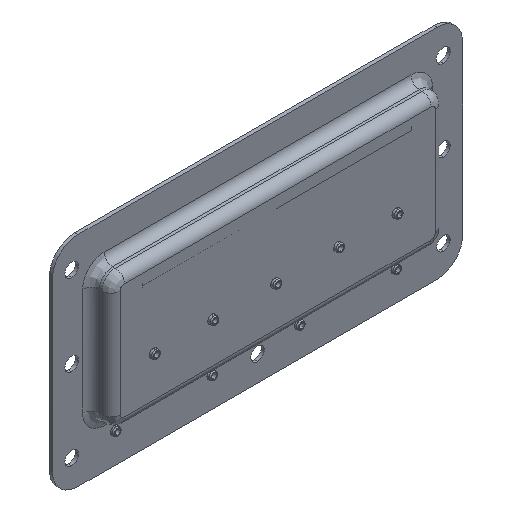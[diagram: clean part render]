
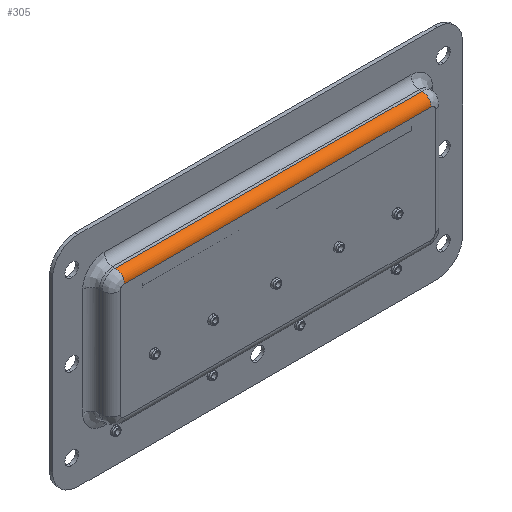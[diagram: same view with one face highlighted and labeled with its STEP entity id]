
A CAD part, isometric view. The second image highlights one B-rep face of the part: STEP entity #305.
In plain terms, the highlighted cylindrical face has radius 3.43 mm (diameter 6.86 mm), a partial arc.
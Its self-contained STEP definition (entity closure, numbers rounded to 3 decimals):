
#305=ADVANCED_FACE('',(#649),#5771,.T.);
#649=FACE_OUTER_BOUND('',#1026,.T.);
#1026=EDGE_LOOP('',(#1885,#1886,#1887,#1888));
#1885=ORIENTED_EDGE('',*,*,#3325,.T.);
#1886=ORIENTED_EDGE('',*,*,#3321,.F.);
#1887=ORIENTED_EDGE('',*,*,#3314,.F.);
#1888=ORIENTED_EDGE('',*,*,#3330,.T.);
#3314=EDGE_CURVE('',#5188,#5154,#4647,.T.);
#3321=EDGE_CURVE('',#5154,#5190,#4021,.T.);
#3325=EDGE_CURVE('',#5191,#5190,#4024,.T.);
#3330=EDGE_CURVE('',#5188,#5191,#4027,.T.);
#4021=B_SPLINE_CURVE_WITH_KNOTS('',1,(#10364,#10365),.UNSPECIFIED.,.F.,
 .F.,(2,2),(0.,116.4),.UNSPECIFIED.);
#4024=B_SPLINE_CURVE_WITH_KNOTS('',3,(#10389,#10390,#10391,#10392,#10393,
#10394,#10395,#10396,#10397,#10398),.UNSPECIFIED.,.F.,.F.,(4,2,2,2,4),(0.,
1.355,2.711,4.066,5.422),
 .UNSPECIFIED.);
#4027=B_SPLINE_CURVE_WITH_KNOTS('',1,(#10417,#10418),.UNSPECIFIED.,.F.,
 .F.,(2,2),(-116.4,0.),.UNSPECIFIED.);
#4647=TRIMMED_CURVE($,#4900,(#10339),(#10340),.T.,.CARTESIAN.);
#4900=CIRCLE('',#6859,3.43);
#5154=VERTEX_POINT('',#9475);
#5188=VERTEX_POINT('',#9509);
#5190=VERTEX_POINT('',#9511);
#5191=VERTEX_POINT('',#9512);
#5771=CYLINDRICAL_SURFACE('',#6756,3.43);
#6756=AXIS2_PLACEMENT_3D('',#9221,#7345,$);
#6859=AXIS2_PLACEMENT_3D($,#10338,#7545,#7546);
#7345=DIRECTION('',(1.,0.,0.));
#7545=DIRECTION('',(-1.,0.,0.));
#7546=DIRECTION('',(0.,-1.,0.));
#9221=CARTESIAN_POINT('',(0.,-6.343,24.065));
#9475=CARTESIAN_POINT('',(-58.2,-6.343,27.495));
#9509=CARTESIAN_POINT('',(-58.2,-9.773,24.065));
#9511=CARTESIAN_POINT('',(58.2,-6.343,27.495));
#9512=CARTESIAN_POINT('',(58.2,-9.773,24.065));
#10338=CARTESIAN_POINT('',(-58.2,-6.343,24.065));
#10339=CARTESIAN_POINT('',(-58.2,-9.773,24.065));
#10340=CARTESIAN_POINT('',(-58.2,-6.343,27.495));
#10364=CARTESIAN_POINT('',(-58.2,-6.343,27.495));
#10365=CARTESIAN_POINT('',(58.2,-6.343,27.495));
#10389=CARTESIAN_POINT('',(58.2,-9.773,24.065));
#10390=CARTESIAN_POINT('',(58.2,-9.773,24.514));
#10391=CARTESIAN_POINT('',(58.2,-9.684,24.963));
#10392=CARTESIAN_POINT('',(58.2,-9.34,25.792));
#10393=CARTESIAN_POINT('',(58.2,-9.086,26.173));
#10394=CARTESIAN_POINT('',(58.2,-8.451,26.808));
#10395=CARTESIAN_POINT('',(58.2,-8.071,27.062));
#10396=CARTESIAN_POINT('',(58.2,-7.241,27.406));
#10397=CARTESIAN_POINT('',(58.2,-6.792,27.495));
#10398=CARTESIAN_POINT('',(58.2,-6.343,27.495));
#10417=CARTESIAN_POINT('',(-58.2,-9.773,24.065));
#10418=CARTESIAN_POINT('',(58.2,-9.773,24.065));
